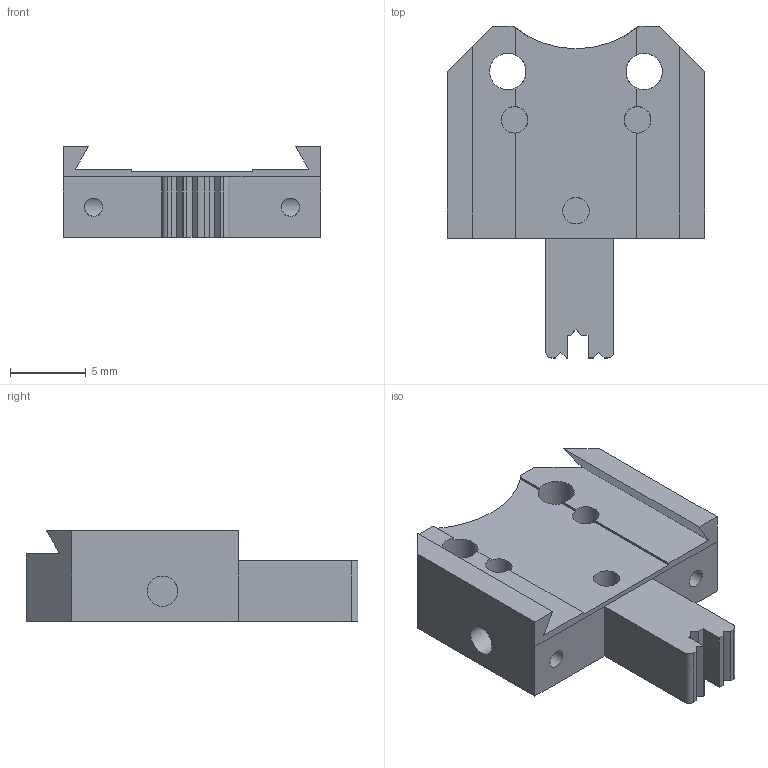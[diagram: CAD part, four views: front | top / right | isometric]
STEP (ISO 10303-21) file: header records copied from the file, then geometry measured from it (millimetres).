
FILE_DESCRIPTION(('FreeCAD Model'),'2;1');
FILE_NAME('Open CASCADE Shape Model','2022-04-21T13:13:27',('Author'),( ''),'Open CASCADE STEP processor 7.5','FreeCAD','Unknown');
FILE_SCHEMA(('AUTOMOTIVE_DESIGN { 1 0 10303 214 1 1 1 1 }'));
Length unit declared in the file: millimetre
Products named in the file (1): foot 1pc body
Bounding box: 17 x 21.9 x 6 mm (x, y, z)
Volume: 1061.6 mm3; surface area: 1086.2 mm2
Topology: 1 solids, 1 shells, 59 faces, 166 edges, 109 vertices
Faces by surface type: plane 45, cylinder 12, cone 2
Full cylindrical faces by diameter (mm): 1.2 x2, 1.75 x3, 2 x2, 2.4 x2
Entity records: 4600 total; most frequent: CARTESIAN_POINT 1234, DIRECTION 630, LINE 423, VECTOR 423, ORIENTED_EDGE 332, PCURVE 332, DEFINITIONAL_REPRESENTATION 332, EDGE_CURVE 166
